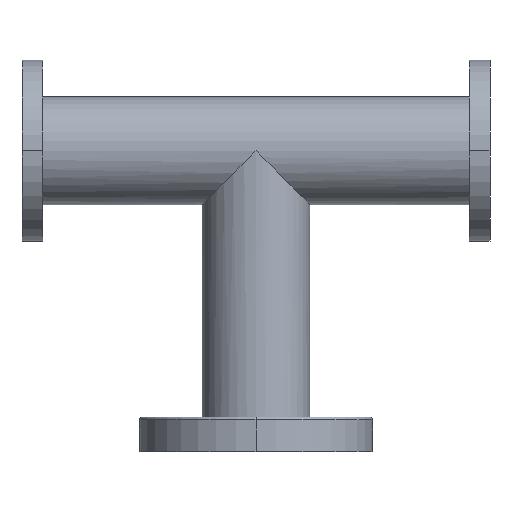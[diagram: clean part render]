
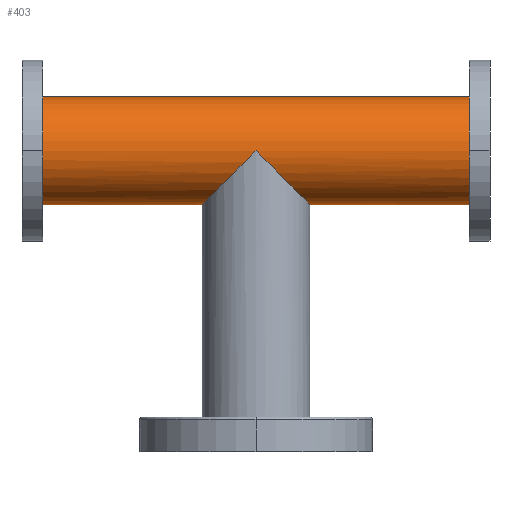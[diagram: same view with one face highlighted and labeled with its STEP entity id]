
A CAD part, front view. The second image highlights one B-rep face of the part: STEP entity #403.
In plain terms, the highlighted cylindrical face has radius 10.287 mm (diameter 20.574 mm), a partial arc.
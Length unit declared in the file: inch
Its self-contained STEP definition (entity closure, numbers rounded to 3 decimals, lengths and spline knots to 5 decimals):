
#68=CARTESIAN_POINT('',(1.6,0.,2.26));
#69=DIRECTION('',(-1.,0.,0.));
#70=DIRECTION('',(0.,0.,-1.));
#71=AXIS2_PLACEMENT_3D('',#68,#69,#70);
#73=DIRECTION('',(-1.,0.,0.));
#74=VECTOR('',#73,1.195);
#75=CARTESIAN_POINT('',(1.6,0.,1.855));
#76=LINE('',#75,#74);
#77=CARTESIAN_POINT('',(0.405,0.,1.855));
#78=CARTESIAN_POINT('',(0.40503,-0.01284,1.855));
#79=CARTESIAN_POINT('',(0.40378,-0.03881,1.85622));
#80=CARTESIAN_POINT('',(0.39806,-0.07817,1.86194));
#81=CARTESIAN_POINT('',(0.38823,-0.11778,1.87177));
#82=CARTESIAN_POINT('',(0.37404,-0.15724,1.88596));
#83=CARTESIAN_POINT('',(0.35503,-0.19659,1.90497));
#84=CARTESIAN_POINT('',(0.33064,-0.23545,1.92936));
#85=CARTESIAN_POINT('',(0.30044,-0.27309,1.95956));
#86=CARTESIAN_POINT('',(0.26403,-0.30858,1.99597));
#87=CARTESIAN_POINT('',(0.22127,-0.34068,2.03873));
#88=CARTESIAN_POINT('',(0.17244,-0.36793,2.08756));
#89=CARTESIAN_POINT('',(0.1183,-0.38883,2.14172));
#90=CARTESIAN_POINT('',(0.06013,-0.40199,2.1998));
#91=CARTESIAN_POINT('',(0.02031,-0.405,2.23983));
#92=CARTESIAN_POINT('',(0.,-0.405,2.26));
#94=CARTESIAN_POINT('',(0.,-0.405,2.26));
#95=CARTESIAN_POINT('',(-0.02031,-0.405,2.23983));
#96=CARTESIAN_POINT('',(-0.06013,-0.40199,
2.1998));
#97=CARTESIAN_POINT('',(-0.1183,-0.38883,
2.14172));
#98=CARTESIAN_POINT('',(-0.17244,-0.36793,
2.08756));
#99=CARTESIAN_POINT('',(-0.22127,-0.34068,
2.03873));
#100=CARTESIAN_POINT('',(-0.26403,-0.30858,
1.99597));
#101=CARTESIAN_POINT('',(-0.30044,-0.27309,
1.95956));
#102=CARTESIAN_POINT('',(-0.33064,-0.23545,
1.92936));
#103=CARTESIAN_POINT('',(-0.35503,-0.19659,
1.90497));
#104=CARTESIAN_POINT('',(-0.37404,-0.15724,
1.88596));
#105=CARTESIAN_POINT('',(-0.38823,-0.11778,
1.87177));
#106=CARTESIAN_POINT('',(-0.39806,-0.07816,
1.86194));
#107=CARTESIAN_POINT('',(-0.40378,-0.03881,
1.85622));
#108=CARTESIAN_POINT('',(-0.40503,-0.01284,1.855));
#109=CARTESIAN_POINT('',(-0.405,0.,1.855));
#111=DIRECTION('',(-1.,0.,0.));
#112=VECTOR('',#111,1.195);
#113=CARTESIAN_POINT('',(-0.405,0.,1.855));
#114=LINE('',#113,#112);
#115=CARTESIAN_POINT('',(-1.6,0.,2.26));
#116=DIRECTION('',(-1.,0.,0.));
#117=DIRECTION('',(0.,0.,-1.));
#118=AXIS2_PLACEMENT_3D('',#115,#116,#117);
#125=CARTESIAN_POINT('',(-0.405,0.,1.855));
#157=CARTESIAN_POINT('',(0.405,0.,1.855));
#164=DIRECTION('',(-1.,0.,0.));
#165=VECTOR('',#164,3.2);
#166=CARTESIAN_POINT('',(1.6,0.,2.665));
#167=LINE('',#166,#165);
#237=VERTEX_POINT('',#157);
#238=VERTEX_POINT('',#125);
#239=VERTEX_POINT('',#92);
#252=CARTESIAN_POINT('',(1.6,0.,2.665));
#253=CARTESIAN_POINT('',(1.6,0.,1.855));
#254=VERTEX_POINT('',#252);
#255=VERTEX_POINT('',#253);
#264=CARTESIAN_POINT('',(-1.6,0.,2.665));
#265=CARTESIAN_POINT('',(-1.6,0.,1.855));
#266=VERTEX_POINT('',#264);
#267=VERTEX_POINT('',#265);
#384=CARTESIAN_POINT('',(1.6,0.,2.26));
#385=DIRECTION('',(-1.,0.,0.));
#386=DIRECTION('',(0.,0.,1.));
#387=AXIS2_PLACEMENT_3D('',#384,#385,#386);
#388=CYLINDRICAL_SURFACE('',#387,0.405);
#390=ORIENTED_EDGE('',*,*,#389,.F.);
#392=ORIENTED_EDGE('',*,*,#391,.F.);
#394=ORIENTED_EDGE('',*,*,#393,.T.);
#395=ORIENTED_EDGE('',*,*,#377,.T.);
#396=ORIENTED_EDGE('',*,*,#375,.T.);
#398=ORIENTED_EDGE('',*,*,#397,.T.);
#400=ORIENTED_EDGE('',*,*,#399,.T.);
#401=EDGE_LOOP('',(#390,#392,#394,#395,#396,#398,#400));
#402=FACE_OUTER_BOUND('',#401,.F.);
#403=ADVANCED_FACE('',(#402),#388,.T.);
#72=CIRCLE('',#71,0.405);
#93=B_SPLINE_CURVE_WITH_KNOTS('',3,(#77,#78,#79,#80,#81,#82,#83,#84,#85,#86,#87,
#88,#89,#90,#91,#92),.UNSPECIFIED.,.F.,.F.,(4,1,1,1,1,1,1,1,1,1,1,1,1,4),(0.,
0.07692,0.15385,0.23077,0.30769,
0.38462,0.46154,0.53846,0.61538,
0.69231,0.76923,0.84615,0.92308,1.),
.UNSPECIFIED.);
#110=B_SPLINE_CURVE_WITH_KNOTS('',3,(#94,#95,#96,#97,#98,#99,#100,#101,#102,
#103,#104,#105,#106,#107,#108,#109),.UNSPECIFIED.,.F.,.F.,(4,1,1,1,1,1,1,1,1,1,
1,1,1,4),(0.,0.07692,0.15385,0.23077,
0.30769,0.38462,0.46154,0.53846,
0.61538,0.69231,0.76923,0.84615,
0.92308,1.),.UNSPECIFIED.);
#119=CIRCLE('',#118,0.405);
#375=EDGE_CURVE('',#239,#238,#110,.T.);
#377=EDGE_CURVE('',#237,#239,#93,.T.);
#389=EDGE_CURVE('',#254,#266,#167,.T.);
#391=EDGE_CURVE('',#255,#254,#72,.T.);
#393=EDGE_CURVE('',#255,#237,#76,.T.);
#397=EDGE_CURVE('',#238,#267,#114,.T.);
#399=EDGE_CURVE('',#267,#266,#119,.T.);
